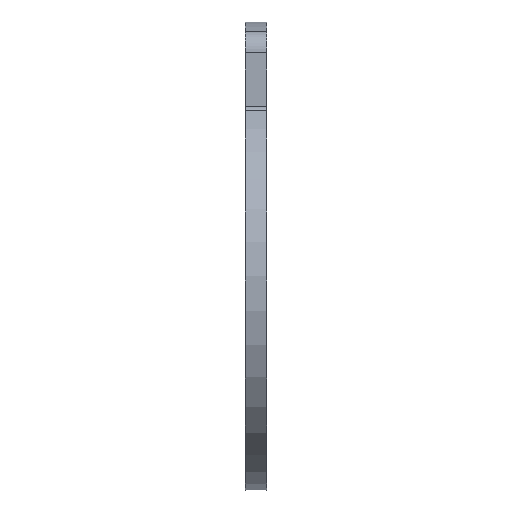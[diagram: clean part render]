
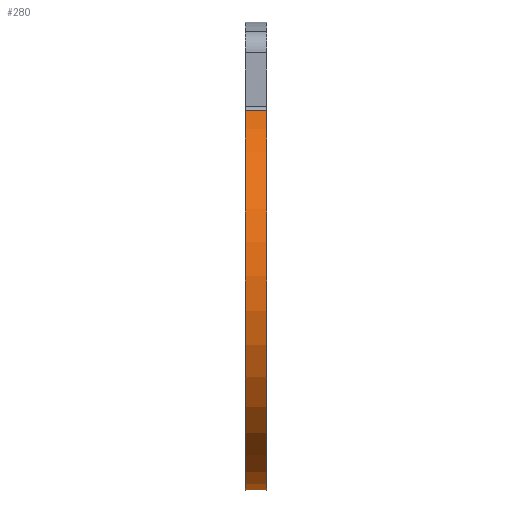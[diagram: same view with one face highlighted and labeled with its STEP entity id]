
A CAD part, left-side view. The second image highlights one B-rep face of the part: STEP entity #280.
In plain terms, the highlighted cylindrical face has radius 9.18 mm (diameter 18.36 mm), a partial arc.
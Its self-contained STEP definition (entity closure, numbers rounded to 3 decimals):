
#3 = VERTEX_POINT ( 'NONE', #304 ) ;
#8 = DIRECTION ( 'NONE',  ( 0., 0., 1. ) ) ;
#25 = DIRECTION ( 'NONE',  ( 0., -1., 0. ) ) ;
#44 = CARTESIAN_POINT ( 'NONE',  ( 0., -0.5, -0.37 ) ) ;
#52 = DIRECTION ( 'NONE',  ( 0., -1., 0. ) ) ;
#54 = CARTESIAN_POINT ( 'NONE',  ( 0., 0.5, -0.37 ) ) ;
#68 = CARTESIAN_POINT ( 'NONE',  ( -4.11, 0.5, 7.838 ) ) ;
#76 = VERTEX_POINT ( 'NONE', #325 ) ;
#100 = LINE ( 'NONE', #316, #660 ) ;
#101 = VERTEX_POINT ( 'NONE', #168 ) ;
#125 = FACE_OUTER_BOUND ( 'NONE', #534, .T. ) ;
#133 = ORIENTED_EDGE ( 'NONE', *, *, #204, .T. ) ;
#136 = DIRECTION ( 'NONE',  ( 0., 0., 1. ) ) ;
#168 = CARTESIAN_POINT ( 'NONE',  ( 4.11, 0.5, 7.838 ) ) ;
#204 = EDGE_CURVE ( 'NONE', #101, #76, #100, .T. ) ;
#237 = DIRECTION ( 'NONE',  ( 0., 0., -1. ) ) ;
#248 = CARTESIAN_POINT ( 'NONE',  ( -4.11, 0.5, 7.838 ) ) ;
#263 = ORIENTED_EDGE ( 'NONE', *, *, #582, .T. ) ;
#272 = DIRECTION ( 'NONE',  ( 0., 1., 0. ) ) ;
#280 = ADVANCED_FACE ( 'NONE', ( #125 ), #290, .T. ) ;
#290 = CYLINDRICAL_SURFACE ( 'NONE', #648, 9.18 ) ;
#304 = CARTESIAN_POINT ( 'NONE',  ( -4.11, -0.5, 7.838 ) ) ;
#316 = CARTESIAN_POINT ( 'NONE',  ( 4.11, 0.5, 7.838 ) ) ;
#325 = CARTESIAN_POINT ( 'NONE',  ( 4.11, -0.5, 7.838 ) ) ;
#366 = CIRCLE ( 'NONE', #627, 9.18 ) ;
#386 = ORIENTED_EDGE ( 'NONE', *, *, #535, .F. ) ;
#387 = AXIS2_PLACEMENT_3D ( 'NONE', #44, #664, #136 ) ;
#395 = DIRECTION ( 'NONE',  ( 0., 1., 0. ) ) ;
#437 = VERTEX_POINT ( 'NONE', #248 ) ;
#438 = EDGE_CURVE ( 'NONE', #76, #3, #443, .T. ) ;
#443 = CIRCLE ( 'NONE', #387, 9.18 ) ;
#502 = LINE ( 'NONE', #68, #553 ) ;
#534 = EDGE_LOOP ( 'NONE', ( #538, #263, #386, #133 ) ) ;
#535 = EDGE_CURVE ( 'NONE', #101, #437, #366, .T. ) ;
#538 = ORIENTED_EDGE ( 'NONE', *, *, #438, .T. ) ;
#553 = VECTOR ( 'NONE', #395, 1000. ) ;
#582 = EDGE_CURVE ( 'NONE', #3, #437, #502, .T. ) ;
#627 = AXIS2_PLACEMENT_3D ( 'NONE', #54, #272, #8 ) ;
#648 = AXIS2_PLACEMENT_3D ( 'NONE', #659, #25, #237 ) ;
#659 = CARTESIAN_POINT ( 'NONE',  ( 0., 0.5, -0.37 ) ) ;
#660 = VECTOR ( 'NONE', #52, 1000. ) ;
#664 = DIRECTION ( 'NONE',  ( 0., 1., 0. ) ) ;
